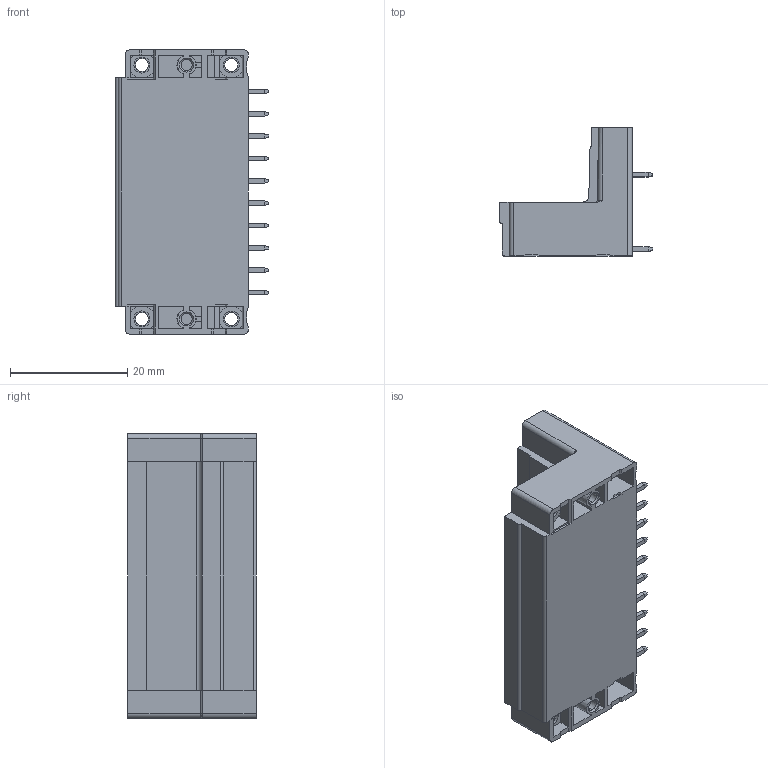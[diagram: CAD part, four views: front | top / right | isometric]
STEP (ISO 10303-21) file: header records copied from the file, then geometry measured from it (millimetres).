
FILE_DESCRIPTION((''),'2;1');
FILE_NAME('TLPHDW-105R-1','2024-09-24T10:30:26',('sheji109'),(''),'CREO PARAMETRIC BY PTC INC, 2018100','CREO PARAMETRIC BY PTC INC, 2018100','');
FILE_SCHEMA(('CONFIG_CONTROL_DESIGN'));
Length unit declared in the file: millimetre
Products named in the file (1): TLPHDW-105R-1
Bounding box: 26.2 x 21.9 x 48.49 mm (x, y, z)
Volume: 10357 mm3; surface area: 11772.5 mm2
Topology: 1 solids, 1 shells, 1733 faces, 4695 edges, 3029 vertices
Faces by surface type: plane 1354, cylinder 339, cone 28, sphere 10, bspline 2
Entity records: 54002 total; most frequent: CARTESIAN_POINT 9971, ORIENTED_EDGE 9370, DIRECTION 8772, EDGE_CURVE 4685, VECTOR 3844, LINE 3844, VERTEX_POINT 3029, AXIS2_PLACEMENT_3D 2464
